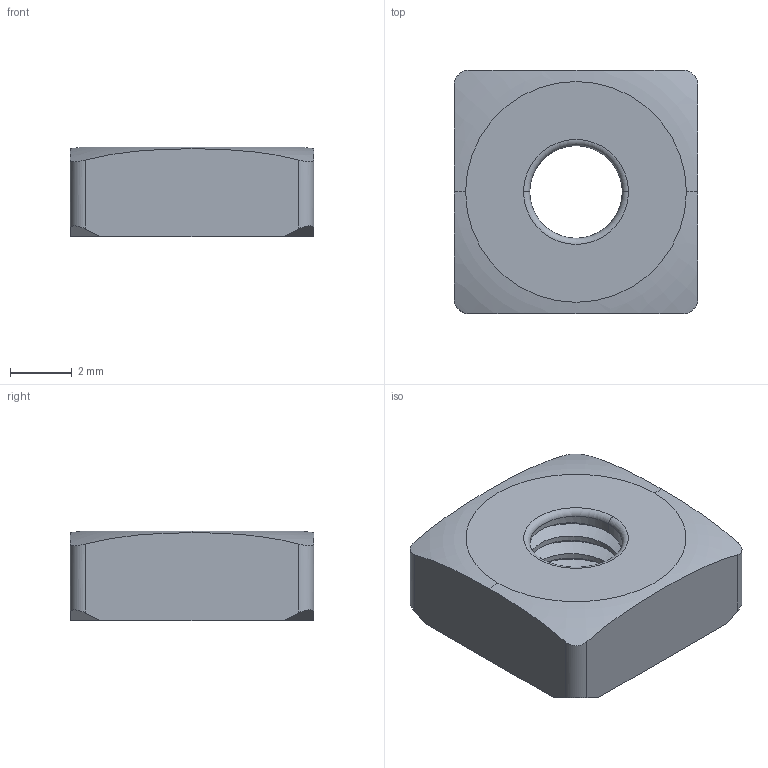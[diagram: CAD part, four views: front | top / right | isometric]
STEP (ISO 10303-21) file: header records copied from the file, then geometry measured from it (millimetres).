
FILE_DESCRIPTION (( 'STEP AP214' ), '1' );
FILE_NAME ('SNSS.30.40.08 Ãàéêà êâàäðàòíàÿ Ì4, ïàç 6 (F27).STEP', '2017-12-15T10:32:56', ( '' ), ( '' ), 'SwSTEP 2.0', 'SolidWorks 2017', '' );
FILE_SCHEMA (( 'AUTOMOTIVE_DESIGN' ));
Length unit declared in the file: millimetre
Products named in the file (1): SNSS.30.40.08  Ãàéêà êâàäðàòíàÿ Ì4, ïàç 6 (F27)
Bounding box: 7.9 x 7.9 x 2.9 mm (x, y, z)
Volume: 153 mm3; surface area: 236.8 mm2
Topology: 1 solids, 1 shells, 31 faces, 82 edges, 53 vertices
Faces by surface type: cylinder 13, plane 11, torus 4, bspline 3
Entity records: 1939 total; most frequent: CARTESIAN_POINT 1223, ORIENTED_EDGE 164, DIRECTION 114, EDGE_CURVE 82, VERTEX_POINT 53, AXIS2_PLACEMENT_3D 41, EDGE_LOOP 33, VECTOR 32
